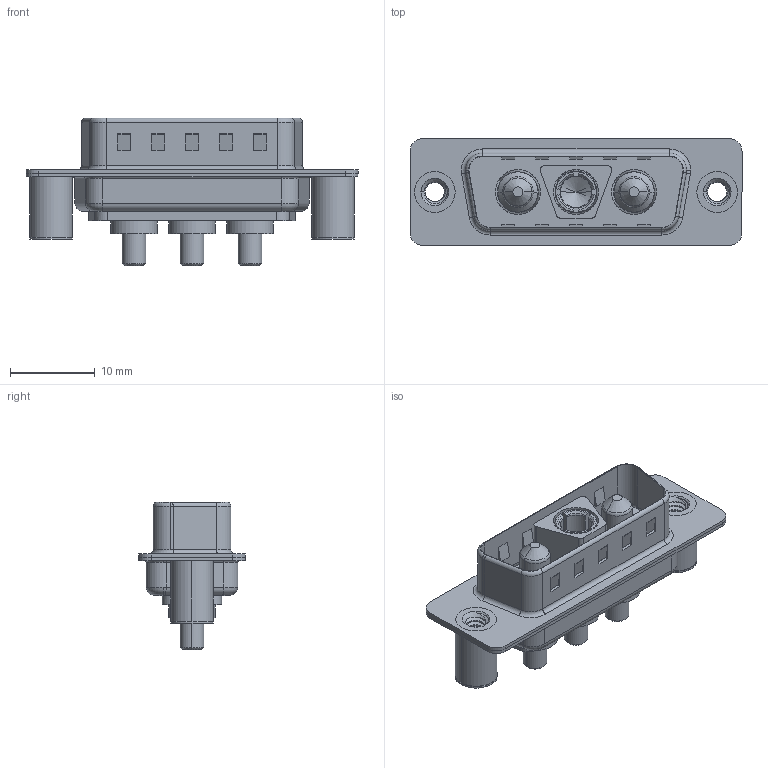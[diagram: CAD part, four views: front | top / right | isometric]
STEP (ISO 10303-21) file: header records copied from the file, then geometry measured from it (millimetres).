
FILE_DESCRIPTION (( 'STEP AP203' ), '1' );
FILE_NAME ('627-3WK3224-2T3.STEP', '2019-05-24T20:46:58', ( '' ), ( '' ), 'SwSTEP 2.0', 'SolidWorks 2016', '' );
FILE_SCHEMA (( 'CONFIG_CONTROL_DESIGN' ));
Length unit declared in the file: millimetre
Products named in the file (7): 627Combo Shell Front_15 Contacts; 627Combo Threaded Board Spacer_3; Power Socket_20A S; Power Pin_20A S; 627-3WK3224-2T3; 627Combo Housing_3WK3; 627Combo Shell Rear_15 Contacts
Assembly tree (8 placements, depth 2):
  627-3WK3224-2T3
    627Combo Housing_3WK3
    627Combo Shell Rear_15 Contacts
    627Combo Shell Front_15 Contacts
    627Combo Threaded Board Spacer_3  x2
    Power Socket_20A S
    Power Pin_20A S  x2
Bounding box: 39.15 x 12.6 x 17.4 mm (x, y, z)
Volume: 2274.3 mm3; surface area: 5338.5 mm2
Topology: 11 solids, 11 shells, 539 faces, 1337 edges, 839 vertices
Faces by surface type: cylinder 223, plane 193, torus 62, cone 49, bspline 12
Entity records: 16153 total; most frequent: CARTESIAN_POINT 4326, DIRECTION 2392, ORIENTED_EDGE 2270, EDGE_CURVE 1135, AXIS2_PLACEMENT_3D 902, VERTEX_POINT 718, VECTOR 588, LINE 588
